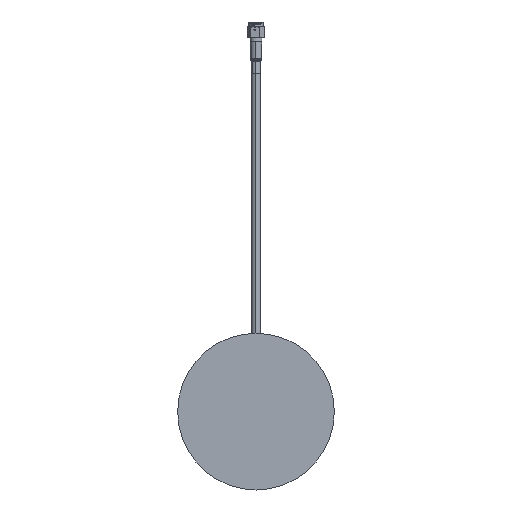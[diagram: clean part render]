
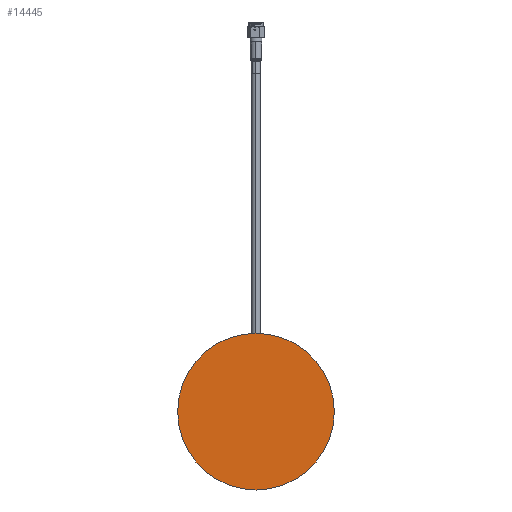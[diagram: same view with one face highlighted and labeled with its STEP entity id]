
A CAD part, front view. The second image highlights one B-rep face of the part: STEP entity #14445.
In plain terms, the highlighted planar face has unit normal (0, -1, 0).
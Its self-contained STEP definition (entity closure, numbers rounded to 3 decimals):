
#516 = CARTESIAN_POINT ( 'NONE',  ( 0., 0., 0. ) ) ;
#1395 = ORIENTED_EDGE ( 'NONE', *, *, #14307, .T. ) ;
#1686 = CARTESIAN_POINT ( 'NONE',  ( 0., 0., 0. ) ) ;
#2113 = CIRCLE ( 'NONE', #12603, 42. ) ;
#2152 = CIRCLE ( 'NONE', #2704, 42. ) ;
#2553 = EDGE_CURVE ( 'NONE', #7708, #4456, #2152, .T. ) ;
#2704 = AXIS2_PLACEMENT_3D ( 'NONE', #516, #3927, #5000 ) ;
#3927 = DIRECTION ( 'NONE',  ( 0., -1., 0. ) ) ;
#3989 = DIRECTION ( 'NONE',  ( 0., 1., 0. ) ) ;
#4456 = VERTEX_POINT ( 'NONE', #8243 ) ;
#5000 = DIRECTION ( 'NONE',  ( 0., 0., -1. ) ) ;
#6065 = AXIS2_PLACEMENT_3D ( 'NONE', #1686, #3989, #8363 ) ;
#7468 = ORIENTED_EDGE ( 'NONE', *, *, #2553, .T. ) ;
#7708 = VERTEX_POINT ( 'NONE', #14355 ) ;
#8075 = CARTESIAN_POINT ( 'NONE',  ( 0., 0., 0. ) ) ;
#8243 = CARTESIAN_POINT ( 'NONE',  ( 0., 0., 42. ) ) ;
#8363 = DIRECTION ( 'NONE',  ( 1., 0., 0. ) ) ;
#9193 = DIRECTION ( 'NONE',  ( 0., 0., -1. ) ) ;
#10660 = FACE_OUTER_BOUND ( 'NONE', #13778, .T. ) ;
#11420 = DIRECTION ( 'NONE',  ( 0., -1., 0. ) ) ;
#12603 = AXIS2_PLACEMENT_3D ( 'NONE', #8075, #11420, #9193 ) ;
#12895 = PLANE ( 'NONE',  #6065 ) ;
#13778 = EDGE_LOOP ( 'NONE', ( #7468, #1395 ) ) ;
#14307 = EDGE_CURVE ( 'NONE', #4456, #7708, #2113, .T. ) ;
#14355 = CARTESIAN_POINT ( 'NONE',  ( 0., 0., -42. ) ) ;
#14445 = ADVANCED_FACE ( 'NONE', ( #10660 ), #12895, .F. ) ;
